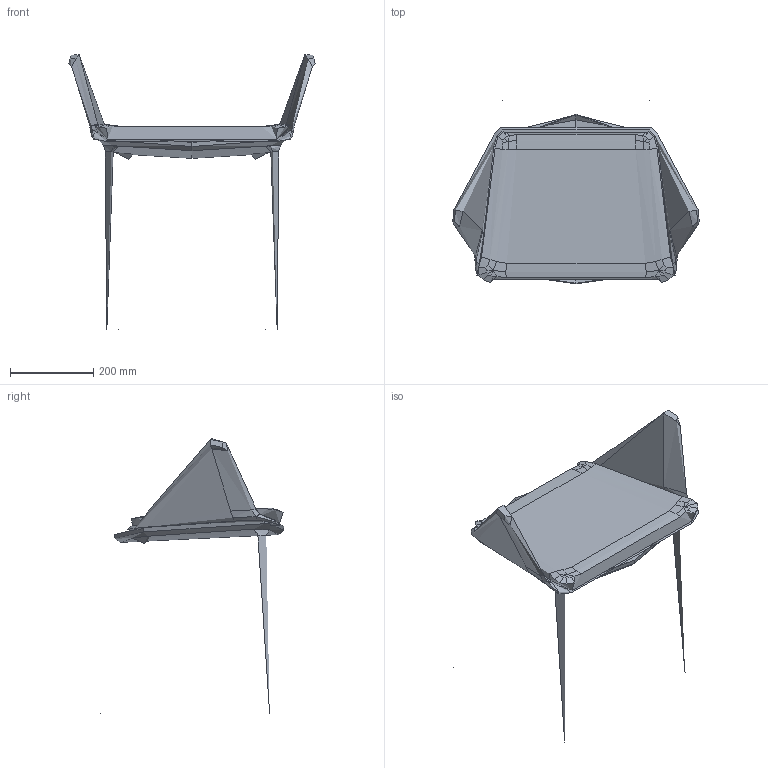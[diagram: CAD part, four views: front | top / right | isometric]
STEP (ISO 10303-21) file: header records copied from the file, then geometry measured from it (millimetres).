
FILE_DESCRIPTION(/* description */ (''),/* implementation_level */ '2;1');
FILE_NAME(/* name */ 'Wave 033-BL',/* time_stamp */ '2023-01-31T10:50:27+01:00',/* author */ (''),/* organization */ (''),/* preprocessor_version */ 'ST-DEVELOPER v16.5',/* originating_system */ 'Rhino 7.26',/* authorisation */ '');
FILE_SCHEMA (('CONFIG_CONTROL_DESIGN'));
Length unit declared in the file: millimetre
Products named in the file (1): Document
Bounding box: 592.64 x 442.15 x 661.04 mm (x, y, z)
Volume: 10081530.2 mm3; surface area: 1543411.3 mm2
Topology: 1 solids, 3 shells, 119 faces, 317 edges, 202 vertices
Faces by surface type: bspline 115, plane 4
Entity records: 19309 total; most frequent: CARTESIAN_POINT 17290, ORIENTED_EDGE 610, EDGE_CURVE 313, B_SPLINE_CURVE_WITH_KNOTS 305, VERTEX_POINT 198, ADVANCED_FACE 119, FACE_OUTER_BOUND 119, EDGE_LOOP 119
